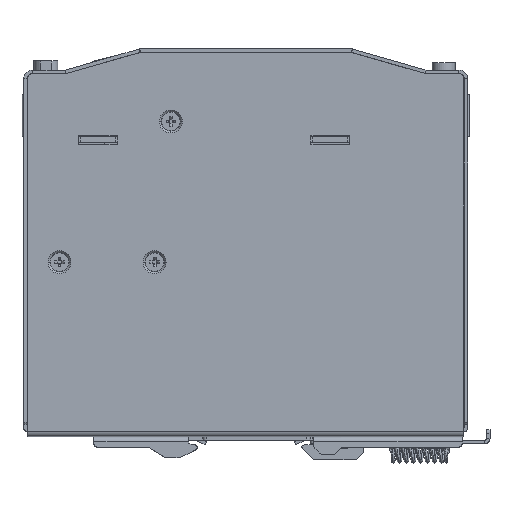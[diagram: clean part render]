
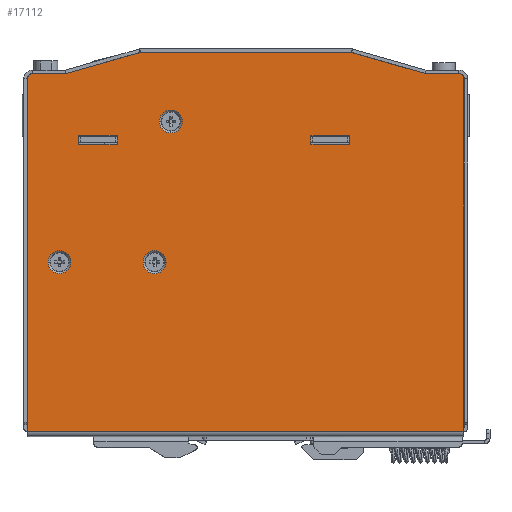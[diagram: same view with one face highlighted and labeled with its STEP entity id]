
A CAD part, top view. The second image highlights one B-rep face of the part: STEP entity #17112.
In plain terms, the highlighted face is planar.
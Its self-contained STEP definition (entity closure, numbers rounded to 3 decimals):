
#15295=CARTESIAN_POINT('',(100.,-60.4,-20.));
#15296=DIRECTION('',(0.,0.,1.));
#15297=DIRECTION('',(0.,-1.,0.));
#15298=AXIS2_PLACEMENT_3D('',#15295,#15296,#15297);
#15303=DIRECTION('',(0.276,0.961,0.));
#15304=VECTOR('',#15303,21.744);
#15305=CARTESIAN_POINT('',(101.5,-50.9,-20.));
#15306=LINE('',#15305,#15304);
#15310=DIRECTION('',(0.,1.,0.));
#15311=VECTOR('',#15310,60.);
#15312=CARTESIAN_POINT('',(107.5,-30.,-20.));
#15313=LINE('',#15312,#15311);
#15317=DIRECTION('',(-0.276,0.961,0.));
#15318=VECTOR('',#15317,21.744);
#15319=CARTESIAN_POINT('',(107.5,30.,-20.));
#15320=LINE('',#15319,#15318);
#15324=DIRECTION('',(0.,1.,0.));
#15325=VECTOR('',#15324,9.5);
#15326=CARTESIAN_POINT('',(101.5,50.9,-20.));
#15327=LINE('',#15326,#15325);
#15331=CARTESIAN_POINT('',(100.,60.4,-20.));
#15332=DIRECTION('',(0.,0.,1.));
#15333=DIRECTION('',(1.,0.,0.));
#15334=AXIS2_PLACEMENT_3D('',#15331,#15332,#15333);
#15339=DIRECTION('',(-1.,0.,0.));
#15340=VECTOR('',#15339,100.);
#15341=CARTESIAN_POINT('',(100.,61.9,-20.));
#15342=LINE('',#15341,#15340);
#15346=CARTESIAN_POINT('',(87.9,-21.268,-20.));
#15347=DIRECTION('',(0.,0.,-1.));
#15348=DIRECTION('',(0.,-1.,0.));
#15349=AXIS2_PLACEMENT_3D('',#15346,#15347,#15348);
#15354=CARTESIAN_POINT('',(87.9,-21.268,-20.));
#15355=DIRECTION('',(0.,0.,-1.));
#15356=DIRECTION('',(0.,1.,0.));
#15357=AXIS2_PLACEMENT_3D('',#15354,#15355,#15356);
#15362=CARTESIAN_POINT('',(47.99,-52.872,-20.));
#15363=DIRECTION('',(0.,0.,-1.));
#15364=DIRECTION('',(0.,-1.,0.));
#15365=AXIS2_PLACEMENT_3D('',#15362,#15363,#15364);
#15370=CARTESIAN_POINT('',(47.99,-52.872,-20.));
#15371=DIRECTION('',(0.,0.,-1.));
#15372=DIRECTION('',(0.,1.,0.));
#15373=AXIS2_PLACEMENT_3D('',#15370,#15371,#15372);
#15378=CARTESIAN_POINT('',(47.99,-25.872,-20.));
#15379=DIRECTION('',(0.,0.,-1.));
#15380=DIRECTION('',(0.,1.,0.));
#15381=AXIS2_PLACEMENT_3D('',#15378,#15379,#15380);
#15386=CARTESIAN_POINT('',(47.99,-25.872,-20.));
#15387=DIRECTION('',(0.,0.,-1.));
#15388=DIRECTION('',(0.,-1.,0.));
#15389=AXIS2_PLACEMENT_3D('',#15386,#15387,#15388);
#15408=DIRECTION('',(-1.,0.,0.));
#15409=VECTOR('',#15408,100.);
#15410=CARTESIAN_POINT('',(100.,-61.9,-20.));
#15411=LINE('',#15410,#15409);
#15437=DIRECTION('',(0.,1.,0.));
#15438=VECTOR('',#15437,123.8);
#15439=CARTESIAN_POINT('',(0.,-61.9,-20.));
#15440=LINE('',#15439,#15438);
#15770=DIRECTION('',(0.,-1.,0.));
#15771=VECTOR('',#15770,9.5);
#15772=CARTESIAN_POINT('',(101.5,-50.9,-20.));
#15773=LINE('',#15772,#15771);
#15819=DIRECTION('',(1.,0.,0.));
#15820=VECTOR('',#15819,2.3);
#15821=CARTESIAN_POINT('',(81.5,18.5,-20.));
#15822=LINE('',#15821,#15820);
#15833=DIRECTION('',(0.,-1.,0.));
#15834=VECTOR('',#15833,11.);
#15835=CARTESIAN_POINT('',(81.5,29.5,-20.));
#15836=LINE('',#15835,#15834);
#15847=DIRECTION('',(-1.,0.,0.));
#15848=VECTOR('',#15847,2.3);
#15849=CARTESIAN_POINT('',(83.8,29.5,-20.));
#15850=LINE('',#15849,#15848);
#15861=DIRECTION('',(0.,1.,0.));
#15862=VECTOR('',#15861,11.);
#15863=CARTESIAN_POINT('',(83.8,18.5,-20.));
#15864=LINE('',#15863,#15862);
#15875=DIRECTION('',(0.,1.,0.));
#15876=VECTOR('',#15875,11.);
#15877=CARTESIAN_POINT('',(83.8,-47.5,-20.));
#15878=LINE('',#15877,#15876);
#15889=DIRECTION('',(1.,0.,0.));
#15890=VECTOR('',#15889,2.3);
#15891=CARTESIAN_POINT('',(81.5,-47.5,-20.));
#15892=LINE('',#15891,#15890);
#15903=DIRECTION('',(0.,-1.,0.));
#15904=VECTOR('',#15903,11.);
#15905=CARTESIAN_POINT('',(81.5,-36.5,-20.));
#15906=LINE('',#15905,#15904);
#15917=DIRECTION('',(-1.,0.,0.));
#15918=VECTOR('',#15917,2.3);
#15919=CARTESIAN_POINT('',(83.8,-36.5,-20.));
#15920=LINE('',#15919,#15918);
#16533=CARTESIAN_POINT('',(100.,61.9,-20.));
#16534=VERTEX_POINT('',#16533);
#16535=CARTESIAN_POINT('',(0.,61.9,-20.));
#16536=VERTEX_POINT('',#16535);
#16537=CARTESIAN_POINT('',(101.5,60.4,-20.));
#16538=VERTEX_POINT('',#16537);
#16539=CARTESIAN_POINT('',(100.,-61.9,-20.));
#16540=CARTESIAN_POINT('',(101.5,-60.4,-20.));
#16541=VERTEX_POINT('',#16539);
#16542=VERTEX_POINT('',#16540);
#16543=CARTESIAN_POINT('',(101.5,-50.9,-20.));
#16544=VERTEX_POINT('',#16543);
#16545=CARTESIAN_POINT('',(107.5,-30.,-20.));
#16546=VERTEX_POINT('',#16545);
#16547=CARTESIAN_POINT('',(107.5,30.,-20.));
#16548=VERTEX_POINT('',#16547);
#16549=CARTESIAN_POINT('',(101.5,50.9,-20.));
#16550=VERTEX_POINT('',#16549);
#16551=CARTESIAN_POINT('',(0.,-61.9,-20.));
#16552=VERTEX_POINT('',#16551);
#16553=CARTESIAN_POINT('',(81.5,18.5,-20.));
#16554=CARTESIAN_POINT('',(83.8,18.5,-20.));
#16555=VERTEX_POINT('',#16553);
#16556=VERTEX_POINT('',#16554);
#16557=CARTESIAN_POINT('',(81.5,29.5,-20.));
#16558=VERTEX_POINT('',#16557);
#16559=CARTESIAN_POINT('',(83.8,29.5,-20.));
#16560=VERTEX_POINT('',#16559);
#16561=CARTESIAN_POINT('',(83.8,-47.5,-20.));
#16562=CARTESIAN_POINT('',(83.8,-36.5,-20.));
#16563=VERTEX_POINT('',#16561);
#16564=VERTEX_POINT('',#16562);
#16565=CARTESIAN_POINT('',(81.5,-47.5,-20.));
#16566=VERTEX_POINT('',#16565);
#16567=CARTESIAN_POINT('',(81.5,-36.5,-20.));
#16568=VERTEX_POINT('',#16567);
#16569=CARTESIAN_POINT('',(87.9,-24.518,-20.));
#16570=CARTESIAN_POINT('',(87.9,-18.018,-20.));
#16571=VERTEX_POINT('',#16569);
#16572=VERTEX_POINT('',#16570);
#16573=CARTESIAN_POINT('',(47.99,-56.122,-20.));
#16574=CARTESIAN_POINT('',(47.99,-49.622,-20.));
#16575=VERTEX_POINT('',#16573);
#16576=VERTEX_POINT('',#16574);
#16577=CARTESIAN_POINT('',(47.99,-22.622,-20.));
#16578=CARTESIAN_POINT('',(47.99,-29.122,-20.));
#16579=VERTEX_POINT('',#16577);
#16580=VERTEX_POINT('',#16578);
#17049=CARTESIAN_POINT('',(0.,61.9,-20.));
#17050=DIRECTION('',(0.,0.,1.));
#17051=DIRECTION('',(1.,0.,0.));
#17052=AXIS2_PLACEMENT_3D('',#17049,#17050,#17051);
#17053=PLANE('',#17052);
#17055=ORIENTED_EDGE('',*,*,#17054,.T.);
#17057=ORIENTED_EDGE('',*,*,#17056,.F.);
#17059=ORIENTED_EDGE('',*,*,#17058,.T.);
#17061=ORIENTED_EDGE('',*,*,#17060,.T.);
#17063=ORIENTED_EDGE('',*,*,#17062,.T.);
#17065=ORIENTED_EDGE('',*,*,#17064,.T.);
#17066=ORIENTED_EDGE('',*,*,#17033,.T.);
#17067=ORIENTED_EDGE('',*,*,#17016,.T.);
#17069=ORIENTED_EDGE('',*,*,#17068,.F.);
#17071=ORIENTED_EDGE('',*,*,#17070,.F.);
#17072=EDGE_LOOP('',(#17055,#17057,#17059,#17061,#17063,#17065,#17066,#17067,
#17069,#17071));
#17073=FACE_OUTER_BOUND('',#17072,.F.);
#17075=ORIENTED_EDGE('',*,*,#17074,.F.);
#17077=ORIENTED_EDGE('',*,*,#17076,.F.);
#17079=ORIENTED_EDGE('',*,*,#17078,.F.);
#17081=ORIENTED_EDGE('',*,*,#17080,.F.);
#17082=EDGE_LOOP('',(#17075,#17077,#17079,#17081));
#17083=FACE_BOUND('',#17082,.F.);
#17085=ORIENTED_EDGE('',*,*,#17084,.F.);
#17087=ORIENTED_EDGE('',*,*,#17086,.F.);
#17089=ORIENTED_EDGE('',*,*,#17088,.F.);
#17091=ORIENTED_EDGE('',*,*,#17090,.F.);
#17092=EDGE_LOOP('',(#17085,#17087,#17089,#17091));
#17093=FACE_BOUND('',#17092,.F.);
#17095=ORIENTED_EDGE('',*,*,#17094,.T.);
#17097=ORIENTED_EDGE('',*,*,#17096,.T.);
#17098=EDGE_LOOP('',(#17095,#17097));
#17099=FACE_BOUND('',#17098,.F.);
#17101=ORIENTED_EDGE('',*,*,#17100,.T.);
#17103=ORIENTED_EDGE('',*,*,#17102,.T.);
#17104=EDGE_LOOP('',(#17101,#17103));
#17105=FACE_BOUND('',#17104,.F.);
#17107=ORIENTED_EDGE('',*,*,#17106,.T.);
#17109=ORIENTED_EDGE('',*,*,#17108,.T.);
#17110=EDGE_LOOP('',(#17107,#17109));
#17111=FACE_BOUND('',#17110,.F.);
#15299=CIRCLE('',#15298,1.5);
#15335=CIRCLE('',#15334,1.5);
#15350=CIRCLE('',#15349,3.25);
#15358=CIRCLE('',#15357,3.25);
#15366=CIRCLE('',#15365,3.25);
#15374=CIRCLE('',#15373,3.25);
#15382=CIRCLE('',#15381,3.25);
#15390=CIRCLE('',#15389,3.25);
#17016=EDGE_CURVE('',#16534,#16536,#15342,.T.);
#17033=EDGE_CURVE('',#16538,#16534,#15335,.T.);
#17054=EDGE_CURVE('',#16541,#16542,#15299,.T.);
#17056=EDGE_CURVE('',#16544,#16542,#15773,.T.);
#17058=EDGE_CURVE('',#16544,#16546,#15306,.T.);
#17060=EDGE_CURVE('',#16546,#16548,#15313,.T.);
#17062=EDGE_CURVE('',#16548,#16550,#15320,.T.);
#17064=EDGE_CURVE('',#16550,#16538,#15327,.T.);
#17068=EDGE_CURVE('',#16552,#16536,#15440,.T.);
#17070=EDGE_CURVE('',#16541,#16552,#15411,.T.);
#17074=EDGE_CURVE('',#16555,#16556,#15822,.T.);
#17076=EDGE_CURVE('',#16558,#16555,#15836,.T.);
#17078=EDGE_CURVE('',#16560,#16558,#15850,.T.);
#17080=EDGE_CURVE('',#16556,#16560,#15864,.T.);
#17084=EDGE_CURVE('',#16563,#16564,#15878,.T.);
#17086=EDGE_CURVE('',#16566,#16563,#15892,.T.);
#17088=EDGE_CURVE('',#16568,#16566,#15906,.T.);
#17090=EDGE_CURVE('',#16564,#16568,#15920,.T.);
#17094=EDGE_CURVE('',#16571,#16572,#15350,.T.);
#17096=EDGE_CURVE('',#16572,#16571,#15358,.T.);
#17100=EDGE_CURVE('',#16575,#16576,#15366,.T.);
#17102=EDGE_CURVE('',#16576,#16575,#15374,.T.);
#17106=EDGE_CURVE('',#16579,#16580,#15382,.T.);
#17108=EDGE_CURVE('',#16580,#16579,#15390,.T.);
#17112=ADVANCED_FACE('',(#17073,#17083,#17093,#17099,#17105,#17111),#17053,.F.);
